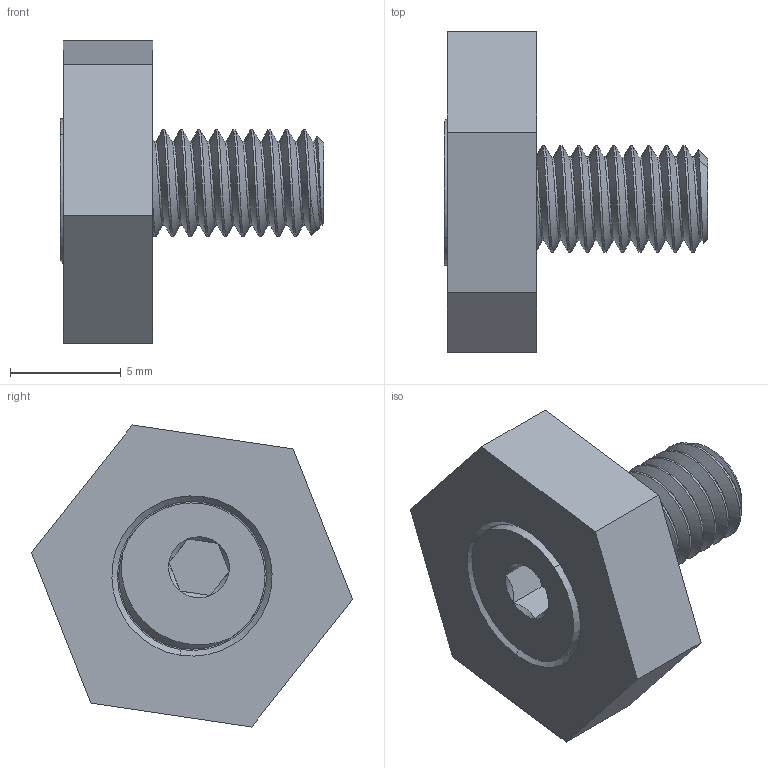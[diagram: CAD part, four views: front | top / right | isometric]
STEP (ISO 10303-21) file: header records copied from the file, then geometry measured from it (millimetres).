
FILE_DESCRIPTION (( 'STEP AP214' ), '1' );
FILE_NAME ('10207.STEP', '2016-11-04T17:59:57', ( 'Mike W' ), ( '' ), 'SwSTEP 2.0', 'SolidWorks 2016', '' );
FILE_SCHEMA (( 'AUTOMOTIVE_DESIGN' ));
Length unit declared in the file: inch
Products named in the file (3): 10587_10587; 10366_10366; 10207
Assembly tree (2 placements, depth 2):
  10207
    10366_10366
    10587_10587
Bounding box: 11.91 x 14.51 x 13.64 mm (x, y, z)
Volume: 638.9 mm3; surface area: 829.5 mm2
Topology: 2 solids, 2 shells, 65 faces, 158 edges, 100 vertices
Faces by surface type: cylinder 30, plane 19, cone 13, bspline 3
Entity records: 3990 total; most frequent: CARTESIAN_POINT 2512, ORIENTED_EDGE 316, DIRECTION 253, EDGE_CURVE 158, VERTEX_POINT 100, AXIS2_PLACEMENT_3D 94, EDGE_LOOP 70, FACE_OUTER_BOUND 65
